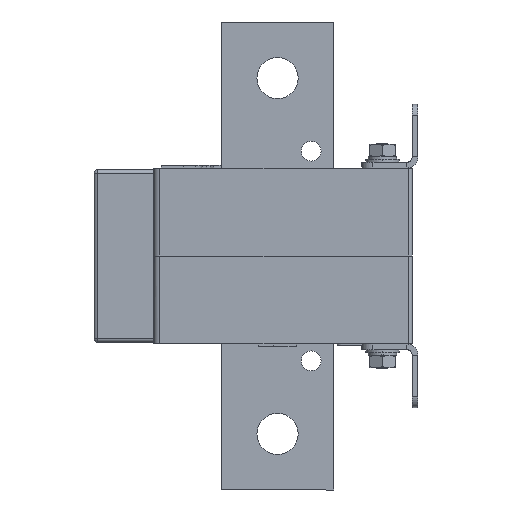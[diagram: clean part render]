
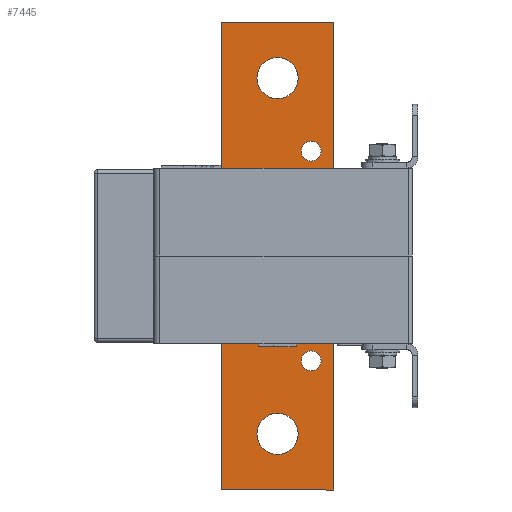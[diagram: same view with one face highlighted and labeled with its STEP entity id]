
A CAD part, left-side view. The second image highlights one B-rep face of the part: STEP entity #7445.
In plain terms, the highlighted face is planar.
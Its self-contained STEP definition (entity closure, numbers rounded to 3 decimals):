
#262 = CIRCLE ( 'NONE', #8223, 2.65 ) ;
#694 = EDGE_CURVE ( 'NONE', #21963, #27219, #15880, .T. ) ;
#1009 = FACE_OUTER_BOUND ( 'NONE', #10133, .T. ) ;
#1217 = DIRECTION ( 'NONE',  ( 0., 0., 1. ) ) ;
#1660 = DIRECTION ( 'NONE',  ( 0., 0., 1. ) ) ;
#1722 = FACE_BOUND ( 'NONE', #17675, .T. ) ;
#1819 = DIRECTION ( 'NONE',  ( 1., 0., 0. ) ) ;
#1857 = VERTEX_POINT ( 'NONE', #27266 ) ;
#2288 = AXIS2_PLACEMENT_3D ( 'NONE', #12870, #28556, #15064 ) ;
#3347 = DIRECTION ( 'NONE',  ( 0., -1., 0. ) ) ;
#3667 = VERTEX_POINT ( 'NONE', #26972 ) ;
#4377 = ORIENTED_EDGE ( 'NONE', *, *, #22869, .T. ) ;
#4938 = CARTESIAN_POINT ( 'NONE',  ( -47.5, 0., -2. ) ) ;
#5112 = DIRECTION ( 'NONE',  ( 0., 0., 1. ) ) ;
#5604 = VECTOR ( 'NONE', #9047, 1000. ) ;
#5948 = EDGE_CURVE ( 'NONE', #27181, #22233, #24043, .T. ) ;
#6042 = ORIENTED_EDGE ( 'NONE', *, *, #6244, .F. ) ;
#6198 = ORIENTED_EDGE ( 'NONE', *, *, #19974, .T. ) ;
#6244 = EDGE_CURVE ( 'NONE', #17520, #27181, #16999, .T. ) ;
#6490 = CARTESIAN_POINT ( 'NONE',  ( -53., 0., -2. ) ) ;
#6559 = DIRECTION ( 'NONE',  ( 0., 0., 1. ) ) ;
#6861 = EDGE_LOOP ( 'NONE', ( #14367, #9178 ) ) ;
#6992 = CIRCLE ( 'NONE', #2288, 2.65 ) ;
#7167 = DIRECTION ( 'NONE',  ( 1., 0., 0. ) ) ;
#7350 = DIRECTION ( 'NONE',  ( 1., 0., 0. ) ) ;
#7445 = ADVANCED_FACE ( 'NONE', ( #7618, #24684, #19352, #1722, #1009 ), #14099, .T. ) ;
#7618 = FACE_BOUND ( 'NONE', #22928, .T. ) ;
#8223 = AXIS2_PLACEMENT_3D ( 'NONE', #14913, #1660, #17132 ) ;
#8840 = CARTESIAN_POINT ( 'NONE',  ( 30.65, -9., -2. ) ) ;
#9036 = ORIENTED_EDGE ( 'NONE', *, *, #5948, .F. ) ;
#9047 = DIRECTION ( 'NONE',  ( -1., 0., 0. ) ) ;
#9130 = CIRCLE ( 'NONE', #10342, 5.5 ) ;
#9178 = ORIENTED_EDGE ( 'NONE', *, *, #28655, .T. ) ;
#9394 = CARTESIAN_POINT ( 'NONE',  ( -62.5, -15., -2. ) ) ;
#9598 = EDGE_CURVE ( 'NONE', #12890, #3667, #18552, .T. ) ;
#9827 = DIRECTION ( 'NONE',  ( -1., 0., 0. ) ) ;
#9870 = CARTESIAN_POINT ( 'NONE',  ( 62.5, -15., -2. ) ) ;
#9886 = AXIS2_PLACEMENT_3D ( 'NONE', #27727, #6559, #7350 ) ;
#10133 = EDGE_LOOP ( 'NONE', ( #6042, #27689, #18172, #9036 ) ) ;
#10274 = ORIENTED_EDGE ( 'NONE', *, *, #9598, .T. ) ;
#10342 = AXIS2_PLACEMENT_3D ( 'NONE', #14473, #1217, #16704 ) ;
#10383 = DIRECTION ( 'NONE',  ( 0., 0., 1. ) ) ;
#11132 = VECTOR ( 'NONE', #3347, 1000. ) ;
#11266 = CARTESIAN_POINT ( 'NONE',  ( -62.5, 15., -2. ) ) ;
#12103 = DIRECTION ( 'NONE',  ( 0., 1., 0. ) ) ;
#12870 = CARTESIAN_POINT ( 'NONE',  ( 28., -9., -2. ) ) ;
#12890 = VERTEX_POINT ( 'NONE', #6490 ) ;
#14099 = PLANE ( 'NONE',  #18910 ) ;
#14367 = ORIENTED_EDGE ( 'NONE', *, *, #16542, .T. ) ;
#14473 = CARTESIAN_POINT ( 'NONE',  ( 47.5, 0., -2. ) ) ;
#14733 = CARTESIAN_POINT ( 'NONE',  ( -25.35, -9., -2. ) ) ;
#14913 = CARTESIAN_POINT ( 'NONE',  ( -28., -9., -2. ) ) ;
#14921 = ORIENTED_EDGE ( 'NONE', *, *, #18259, .T. ) ;
#15064 = DIRECTION ( 'NONE',  ( 1., 0., 0. ) ) ;
#15070 = DIRECTION ( 'NONE',  ( 0., 0., 1. ) ) ;
#15266 = VERTEX_POINT ( 'NONE', #23250 ) ;
#15880 = CIRCLE ( 'NONE', #9886, 2.65 ) ;
#16007 = VERTEX_POINT ( 'NONE', #16380 ) ;
#16021 = AXIS2_PLACEMENT_3D ( 'NONE', #23717, #10383, #26002 ) ;
#16380 = CARTESIAN_POINT ( 'NONE',  ( -30.65, -9., -2. ) ) ;
#16542 = EDGE_CURVE ( 'NONE', #18765, #16007, #20776, .T. ) ;
#16704 = DIRECTION ( 'NONE',  ( 1., 0., 0. ) ) ;
#16999 = LINE ( 'NONE', #9394, #11132 ) ;
#17132 = DIRECTION ( 'NONE',  ( 1., 0., 0. ) ) ;
#17184 = CARTESIAN_POINT ( 'NONE',  ( 62.5, 15., -2. ) ) ;
#17520 = VERTEX_POINT ( 'NONE', #11266 ) ;
#17666 = CARTESIAN_POINT ( 'NONE',  ( -62.5, -15., -2. ) ) ;
#17669 = VECTOR ( 'NONE', #12103, 1000. ) ;
#17675 = EDGE_LOOP ( 'NONE', ( #28577, #10274 ) ) ;
#18043 = DIRECTION ( 'NONE',  ( 1., 0., 0. ) ) ;
#18172 = ORIENTED_EDGE ( 'NONE', *, *, #27114, .F. ) ;
#18190 = ORIENTED_EDGE ( 'NONE', *, *, #694, .T. ) ;
#18259 = EDGE_CURVE ( 'NONE', #27219, #21963, #6992, .T. ) ;
#18345 = LINE ( 'NONE', #9870, #17669 ) ;
#18347 = CARTESIAN_POINT ( 'NONE',  ( -28., -9., -2. ) ) ;
#18552 = CIRCLE ( 'NONE', #16021, 5.5 ) ;
#18740 = VECTOR ( 'NONE', #18043, 1000. ) ;
#18765 = VERTEX_POINT ( 'NONE', #14733 ) ;
#18910 = AXIS2_PLACEMENT_3D ( 'NONE', #22270, #23137, #9827 ) ;
#19352 = FACE_BOUND ( 'NONE', #23010, .T. ) ;
#19974 = EDGE_CURVE ( 'NONE', #15266, #1857, #20010, .T. ) ;
#20010 = CIRCLE ( 'NONE', #28110, 5.5 ) ;
#20414 = DIRECTION ( 'NONE',  ( 0., 0., 1. ) ) ;
#20428 = AXIS2_PLACEMENT_3D ( 'NONE', #4938, #20414, #7167 ) ;
#20588 = DIRECTION ( 'NONE',  ( 1., 0., 0. ) ) ;
#20776 = CIRCLE ( 'NONE', #27090, 2.65 ) ;
#20907 = CARTESIAN_POINT ( 'NONE',  ( 62.5, -15., -2. ) ) ;
#21963 = VERTEX_POINT ( 'NONE', #8840 ) ;
#22233 = VERTEX_POINT ( 'NONE', #20907 ) ;
#22270 = CARTESIAN_POINT ( 'NONE',  ( 0., 0., -2. ) ) ;
#22330 = CARTESIAN_POINT ( 'NONE',  ( -62.5, 15., -2. ) ) ;
#22618 = LINE ( 'NONE', #22330, #5604 ) ;
#22869 = EDGE_CURVE ( 'NONE', #1857, #15266, #9130, .T. ) ;
#22928 = EDGE_LOOP ( 'NONE', ( #18190, #14921 ) ) ;
#23010 = EDGE_LOOP ( 'NONE', ( #4377, #6198 ) ) ;
#23137 = DIRECTION ( 'NONE',  ( 0., 0., -1. ) ) ;
#23250 = CARTESIAN_POINT ( 'NONE',  ( 42., 0., -2. ) ) ;
#23717 = CARTESIAN_POINT ( 'NONE',  ( -47.5, 0., -2. ) ) ;
#24043 = LINE ( 'NONE', #17666, #18740 ) ;
#24684 = FACE_BOUND ( 'NONE', #6861, .T. ) ;
#24760 = VERTEX_POINT ( 'NONE', #17184 ) ;
#26002 = DIRECTION ( 'NONE',  ( 1., 0., 0. ) ) ;
#26337 = EDGE_CURVE ( 'NONE', #24760, #17520, #22618, .T. ) ;
#26972 = CARTESIAN_POINT ( 'NONE',  ( -42., 0., -2. ) ) ;
#26991 = EDGE_CURVE ( 'NONE', #3667, #12890, #27947, .T. ) ;
#27090 = AXIS2_PLACEMENT_3D ( 'NONE', #18347, #5112, #20588 ) ;
#27114 = EDGE_CURVE ( 'NONE', #22233, #24760, #18345, .T. ) ;
#27181 = VERTEX_POINT ( 'NONE', #27982 ) ;
#27219 = VERTEX_POINT ( 'NONE', #28088 ) ;
#27266 = CARTESIAN_POINT ( 'NONE',  ( 53., 0., -2. ) ) ;
#27689 = ORIENTED_EDGE ( 'NONE', *, *, #26337, .F. ) ;
#27727 = CARTESIAN_POINT ( 'NONE',  ( 28., -9., -2. ) ) ;
#27947 = CIRCLE ( 'NONE', #20428, 5.5 ) ;
#27982 = CARTESIAN_POINT ( 'NONE',  ( -62.5, -15., -2. ) ) ;
#28088 = CARTESIAN_POINT ( 'NONE',  ( 25.35, -9., -2. ) ) ;
#28110 = AXIS2_PLACEMENT_3D ( 'NONE', #28560, #15070, #1819 ) ;
#28556 = DIRECTION ( 'NONE',  ( 0., 0., 1. ) ) ;
#28560 = CARTESIAN_POINT ( 'NONE',  ( 47.5, 0., -2. ) ) ;
#28577 = ORIENTED_EDGE ( 'NONE', *, *, #26991, .T. ) ;
#28655 = EDGE_CURVE ( 'NONE', #16007, #18765, #262, .T. ) ;
